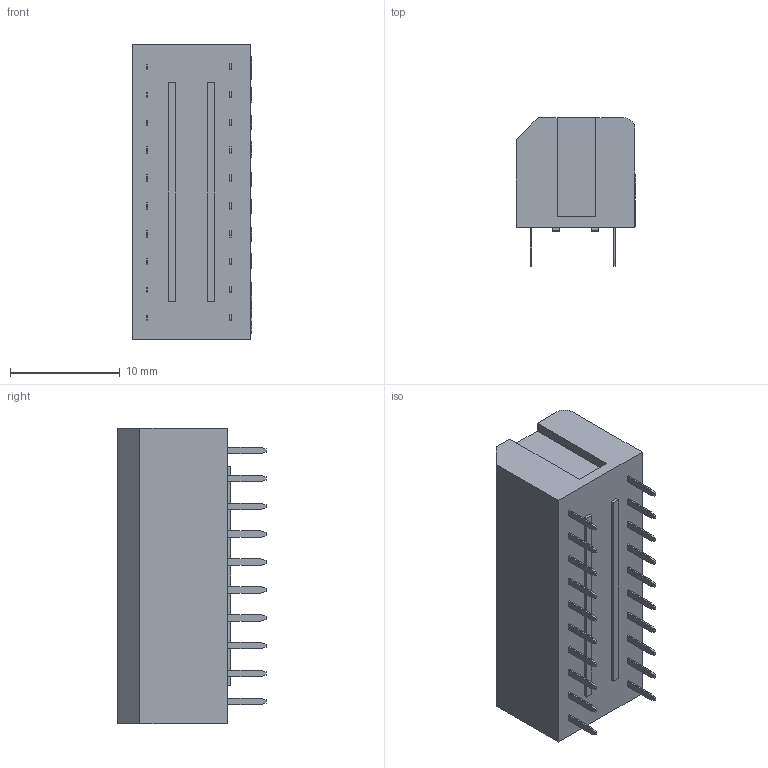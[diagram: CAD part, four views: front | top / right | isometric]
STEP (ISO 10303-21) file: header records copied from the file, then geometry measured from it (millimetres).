
FILE_DESCRIPTION((''),'2;1');
FILE_NAME('KAP1110R.stp','2012-05-07T13:43:03',('rcelander'),(''),'Autodesk Inventor 11','Autodesk Inventor 11','');
FILE_SCHEMA(('AUTOMOTIVE_DESIGN { 1 0 10303 214 1 1 1 1 }'));
Length unit declared in the file: millimetre
Products named in the file (3): N411110; KAP 10 BODY; KAP R ACTUATOR
Assembly tree (11 placements, depth 2):
  N411110
    KAP 10 BODY
    KAP R ACTUATOR  x10
Bounding box: 10.9 x 13.5 x 26.96 mm (x, y, z)
Volume: 2720.8 mm3; surface area: 1770.8 mm2
Topology: 31 solids, 31 shells, 631 faces, 1575 edges, 970 vertices
Faces by surface type: plane 492, bspline 108, cylinder 31
Entity records: 17584 total; most frequent: CARTESIAN_POINT 4820, ORIENTED_EDGE 2826, DIRECTION 2153, EDGE_CURVE 1413, VECTOR 1171, LINE 1171, VERTEX_POINT 862, EDGE_LOOP 603
